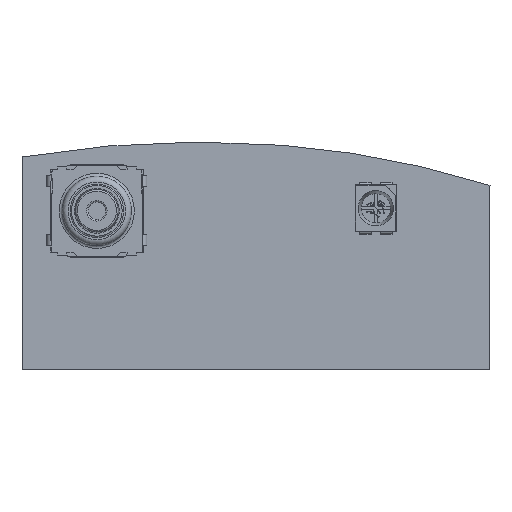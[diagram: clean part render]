
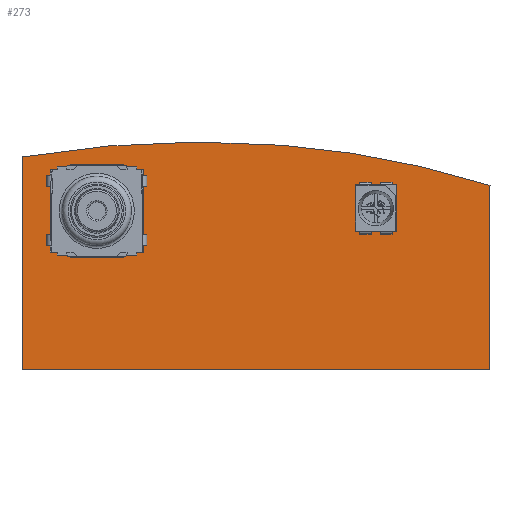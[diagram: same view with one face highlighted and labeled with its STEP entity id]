
A CAD part, top view. The second image highlights one B-rep face of the part: STEP entity #273.
In plain terms, the highlighted planar face has unit normal (0, 0, 1).
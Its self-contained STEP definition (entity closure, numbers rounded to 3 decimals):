
#76 = VERTEX_POINT('',#77);
#77 = CARTESIAN_POINT('',(0.,0.,1.59));
#83 = EDGE_CURVE('',#76,#84,#86,.T.);
#84 = VERTEX_POINT('',#85);
#85 = CARTESIAN_POINT('',(0.053,14.457,1.59)
  );
#86 = LINE('',#87,#88);
#87 = CARTESIAN_POINT('',(0.,0.,1.59));
#88 = VECTOR('',#89,1.);
#89 = DIRECTION('',(0.004,1.,0.));
#114 = EDGE_CURVE('',#84,#115,#117,.T.);
#115 = VERTEX_POINT('',#116);
#116 = CARTESIAN_POINT('',(17.685,15.252,1.59));
#117 = CIRCLE('',#118,71.985);
#118 = AXIS2_PLACEMENT_3D('',#119,#120,#121);
#119 = CARTESIAN_POINT('',(12.085,-56.515,1.59));
#120 = DIRECTION('',(0.,0.,-1.));
#121 = DIRECTION('',(-0.167,0.986,0.));
#147 = EDGE_CURVE('',#115,#148,#150,.T.);
#148 = VERTEX_POINT('',#149);
#149 = CARTESIAN_POINT('',(31.776,12.528,1.59));
#150 = CIRCLE('',#151,62.766);
#151 = AXIS2_PLACEMENT_3D('',#152,#153,#154);
#152 = CARTESIAN_POINT('',(12.896,-47.331,1.59));
#153 = DIRECTION('',(0.,0.,-1.));
#154 = DIRECTION('',(0.076,0.997,0.));
#180 = EDGE_CURVE('',#148,#181,#183,.T.);
#181 = VERTEX_POINT('',#182);
#182 = CARTESIAN_POINT('',(31.75,12.446,1.59));
#183 = LINE('',#184,#185);
#184 = CARTESIAN_POINT('',(31.776,12.528,1.59));
#185 = VECTOR('',#186,1.);
#186 = DIRECTION('',(-0.302,-0.953,0.));
#211 = EDGE_CURVE('',#181,#212,#214,.T.);
#212 = VERTEX_POINT('',#213);
#213 = CARTESIAN_POINT('',(31.75,0.,1.59));
#214 = LINE('',#215,#216);
#215 = CARTESIAN_POINT('',(31.75,12.446,1.59));
#216 = VECTOR('',#217,1.);
#217 = DIRECTION('',(0.,-1.,0.));
#242 = EDGE_CURVE('',#212,#76,#243,.T.);
#243 = LINE('',#244,#245);
#244 = CARTESIAN_POINT('',(31.75,0.,1.59));
#245 = VECTOR('',#246,1.);
#246 = DIRECTION('',(-1.,0.,0.));
#273 = ADVANCED_FACE('',(#274),#282,.F.);
#274 = FACE_BOUND('',#275,.F.);
#275 = EDGE_LOOP('',(#276,#277,#278,#279,#280,#281));
#276 = ORIENTED_EDGE('',*,*,#83,.T.);
#277 = ORIENTED_EDGE('',*,*,#114,.T.);
#278 = ORIENTED_EDGE('',*,*,#147,.T.);
#279 = ORIENTED_EDGE('',*,*,#180,.T.);
#280 = ORIENTED_EDGE('',*,*,#211,.T.);
#281 = ORIENTED_EDGE('',*,*,#242,.T.);
#282 = PLANE('',#283);
#283 = AXIS2_PLACEMENT_3D('',#284,#285,#286);
#284 = CARTESIAN_POINT('',(0.,0.,1.59));
#285 = DIRECTION('',(0.,0.,-1.));
#286 = DIRECTION('',(-1.,0.,0.));
